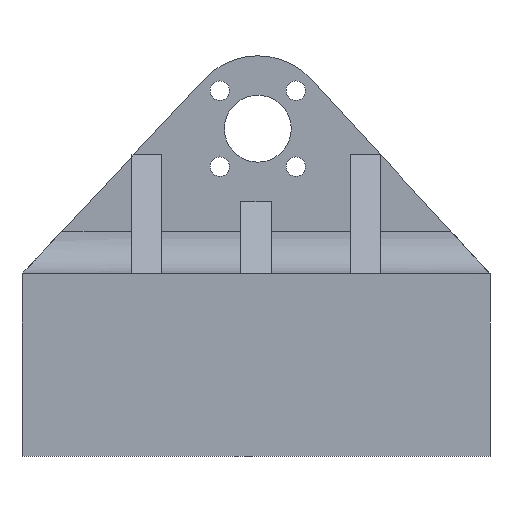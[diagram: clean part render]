
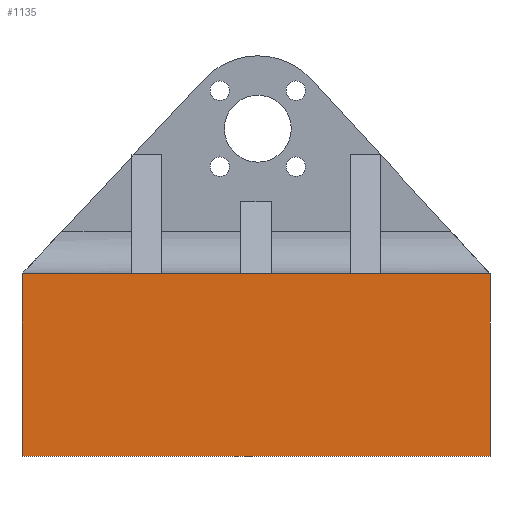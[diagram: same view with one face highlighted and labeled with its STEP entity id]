
A CAD part, front view. The second image highlights one B-rep face of the part: STEP entity #1135.
In plain terms, the highlighted planar face has unit normal (0, -1, 0).
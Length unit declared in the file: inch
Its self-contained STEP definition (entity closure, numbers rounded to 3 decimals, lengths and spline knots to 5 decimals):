
#75=PLANE('',#1247);
#136=FACE_OUTER_BOUND('',#215,.T.);
#215=EDGE_LOOP('',(#1043,#1044,#1045,#1046));
#253=LINE('',#1675,#370);
#331=LINE('',#1878,#448);
#332=LINE('',#1881,#449);
#333=LINE('',#1882,#450);
#370=VECTOR('',#1350,0.3937);
#448=VECTOR('',#1556,0.3937);
#449=VECTOR('',#1559,0.3937);
#450=VECTOR('',#1560,0.3937);
#526=VERTEX_POINT('',#1672);
#527=VERTEX_POINT('',#1674);
#588=VERTEX_POINT('',#1876);
#589=VERTEX_POINT('',#1880);
#642=EDGE_CURVE('',#526,#527,#253,.T.);
#743=EDGE_CURVE('',#588,#526,#331,.T.);
#744=EDGE_CURVE('',#589,#588,#332,.T.);
#745=EDGE_CURVE('',#527,#589,#333,.T.);
#1043=ORIENTED_EDGE('',*,*,#743,.F.);
#1044=ORIENTED_EDGE('',*,*,#744,.F.);
#1045=ORIENTED_EDGE('',*,*,#745,.F.);
#1046=ORIENTED_EDGE('',*,*,#642,.F.);
#1135=ADVANCED_FACE('',(#136),#75,.T.);
#1247=AXIS2_PLACEMENT_3D('',#1879,#1557,#1558);
#1350=DIRECTION('',(1.,0.,0.));
#1556=DIRECTION('',(0.,0.,1.));
#1557=DIRECTION('center_axis',(0.,-1.,0.));
#1558=DIRECTION('ref_axis',(-1.,0.,0.));
#1559=DIRECTION('',(-1.,0.,0.));
#1560=DIRECTION('',(0.,0.,-1.));
#1672=CARTESIAN_POINT('',(-8.54331,-8.54694,-3.28048));
#1674=CARTESIAN_POINT('',(-5.51181,-8.54694,-3.28048));
#1675=CARTESIAN_POINT('',(-8.54331,-8.54694,-3.28048));
#1876=CARTESIAN_POINT('',(-8.54331,-8.54694,-4.46158));
#1878=CARTESIAN_POINT('',(-8.54331,-8.54694,-3.67418));
#1879=CARTESIAN_POINT('Origin',(-5.51181,-8.54694,-3.67418));
#1880=CARTESIAN_POINT('',(-5.51181,-8.54694,-4.46158));
#1881=CARTESIAN_POINT('',(-8.54331,-8.54694,-4.46158));
#1882=CARTESIAN_POINT('',(-5.51181,-8.54694,-3.67418));
